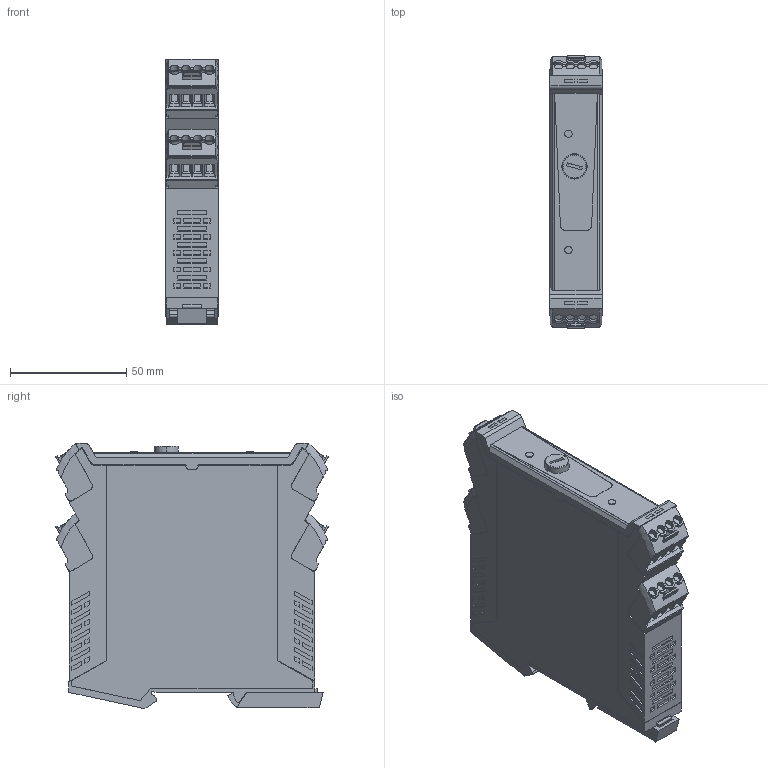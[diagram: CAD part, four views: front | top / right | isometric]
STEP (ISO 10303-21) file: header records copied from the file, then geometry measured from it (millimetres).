
FILE_DESCRIPTION(('CATIA V5 STEP Exchange','CAx-IF Rec.Pracs.--- Model Styling and Organization---1.4--- 2014-01-23'),'2;1');
FILE_NAME ('7868970_8_1303760000_S3D_SCS_24VDC_P1SIL3DS_XXX.stp','2021-03-16T12:23:17+00:00',('none'),('Weidmueller'),'CATIA Version 5-6 Release 2016 SP3 HF44','CATIA V5 STEP AP214','none');
FILE_SCHEMA(('AUTOMOTIVE_DESIGN { 1 0 10303 214 1 1 1 1 }'));
Length unit declared in the file: millimetre
Products named in the file (1): S3D_SCS_24VDC_P1SIL3DS_XXX
Bounding box: 22.5 x 117.21 x 114.02 mm (x, y, z)
Volume: 240461.8 mm3; surface area: 54956.4 mm2
Topology: 7 solids, 8 shells, 1433 faces, 4181 edges, 2861 vertices
Faces by surface type: plane 1155, cylinder 236, extrusion 24, revolution 16, torus 2
Entity records: 46113 total; most frequent: CARTESIAN_POINT 9944, ORIENTED_EDGE 8362, DIRECTION 5249, EDGE_CURVE 4181, VECTOR 3231, LINE 3207, VERTEX_POINT 2861, EDGE_LOOP 1538
